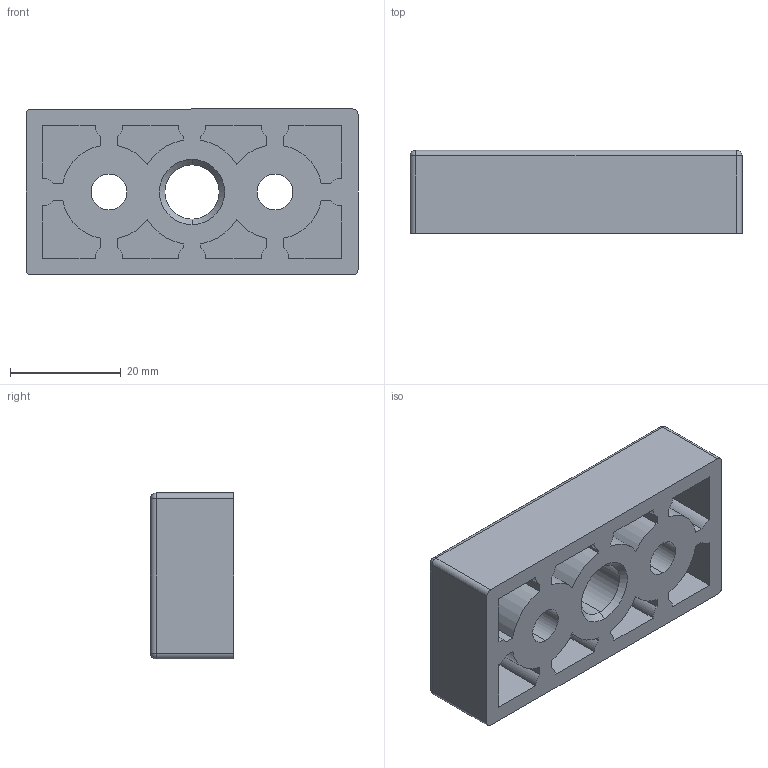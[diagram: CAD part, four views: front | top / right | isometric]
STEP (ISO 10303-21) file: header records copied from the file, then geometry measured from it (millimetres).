
FILE_DESCRIPTION (( 'STEP AP214' ), '1' );
FILE_NAME ('SNSD.30.52.98. Àäàïòåð 30õ60 äëÿ êðåïëåíèÿ îïîðû Ì12(Al)(B58).STEP', '2015-12-10T09:42:05', ( '' ), ( '' ), 'SwSTEP 2.0', 'SolidWorks 2014', '' );
FILE_SCHEMA (( 'AUTOMOTIVE_DESIGN' ));
Length unit declared in the file: millimetre
Products named in the file (2): SNSD.30.52.98. Àäàïòåð 30õ60 äëÿ êðåïëåíèÿ îïîðû Ì12(Al)(B58)
Bounding box: 60 x 15 x 30 mm (x, y, z)
Volume: 17891.5 mm3; surface area: 10424.1 mm2
Topology: 1 solids, 1 shells, 102 faces, 254 edges, 160 vertices
Faces by surface type: cylinder 46, plane 44, cone 8, sphere 4
Entity records: 3097 total; most frequent: DIRECTION 558, CARTESIAN_POINT 514, ORIENTED_EDGE 500, EDGE_CURVE 250, AXIS2_PLACEMENT_3D 204, VERTEX_POINT 160, VECTOR 150, LINE 150
